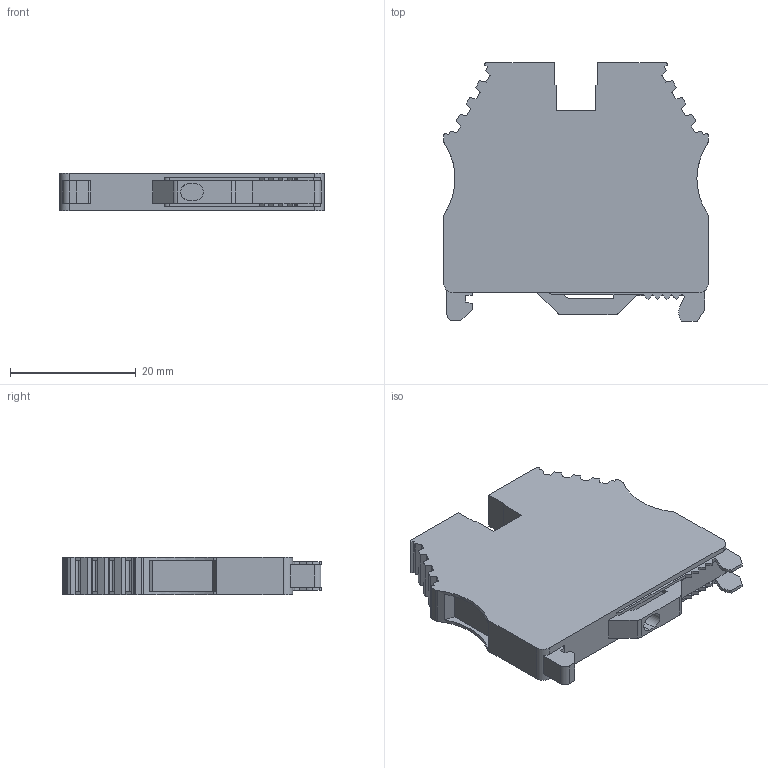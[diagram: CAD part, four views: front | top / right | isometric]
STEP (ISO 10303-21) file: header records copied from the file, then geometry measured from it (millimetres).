
FILE_DESCRIPTION (( 'STEP AP214' ), '1' );
FILE_NAME ('AVK2.5_4T.STP', '2013-06-21T04:28:54', ( 'gurcan' ), ( '' ), 'SwSTEP 2.0', 'SolidWorks 2013', '' );
FILE_SCHEMA (( 'AUTOMOTIVE_DESIGN' ));
Length unit declared in the file: millimetre
Products named in the file (1): AVK2.5_4T
Bounding box: 42 x 41.03 x 6 mm (x, y, z)
Volume: 8064.4 mm3; surface area: 4347.3 mm2
Topology: 1 solids, 3 shells, 274 faces, 744 edges, 476 vertices
Faces by surface type: plane 202, cylinder 70, cone 2
Entity records: 11600 total; most frequent: CARTESIAN_POINT 1524, ORIENTED_EDGE 1488, DIRECTION 1448, EDGE_CURVE 744, LINE 584, VECTOR 584, VERTEX_POINT 476, AXIS2_PLACEMENT_3D 432
